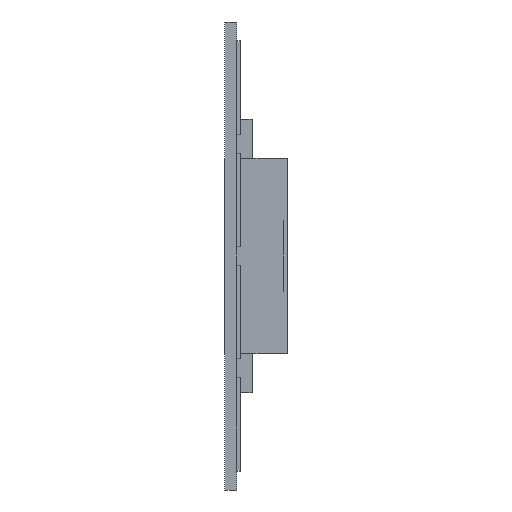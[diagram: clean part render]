
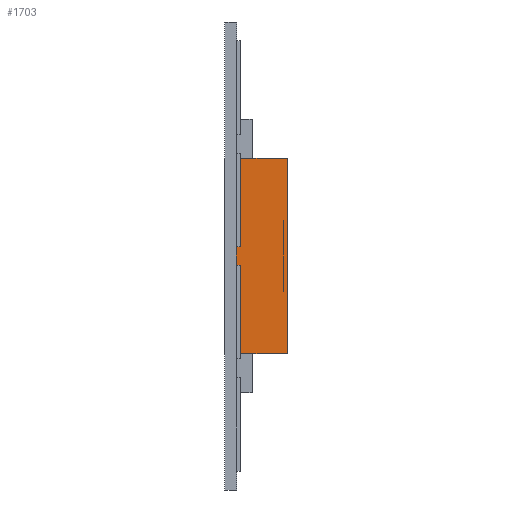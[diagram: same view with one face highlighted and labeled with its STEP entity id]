
A CAD part, left-side view. The second image highlights one B-rep face of the part: STEP entity #1703.
In plain terms, the highlighted planar face has unit normal (-1, 0, 0).
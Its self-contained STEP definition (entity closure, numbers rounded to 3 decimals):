
#183=FACE_OUTER_BOUND('',#292,.T.);
#292=EDGE_LOOP('',(#1340,#1341,#1342,#1343));
#439=LINE('',#2656,#638);
#447=LINE('',#2671,#646);
#448=LINE('',#2673,#647);
#449=LINE('',#2674,#648);
#638=VECTOR('',#2172,10.);
#646=VECTOR('',#2184,10.);
#647=VECTOR('',#2187,10.);
#648=VECTOR('',#2188,10.);
#818=VERTEX_POINT('',#2653);
#819=VERTEX_POINT('',#2655);
#823=VERTEX_POINT('',#2667);
#824=VERTEX_POINT('',#2669);
#1001=EDGE_CURVE('',#818,#819,#439,.T.);
#1009=EDGE_CURVE('',#823,#824,#447,.T.);
#1010=EDGE_CURVE('',#818,#823,#448,.T.);
#1011=EDGE_CURVE('',#819,#824,#449,.T.);
#1340=ORIENTED_EDGE('',*,*,#1010,.T.);
#1341=ORIENTED_EDGE('',*,*,#1009,.T.);
#1342=ORIENTED_EDGE('',*,*,#1011,.F.);
#1343=ORIENTED_EDGE('',*,*,#1001,.F.);
#1595=PLANE('',#1862);
#1703=ADVANCED_FACE('',(#183),#1595,.T.);
#1862=AXIS2_PLACEMENT_3D('',#2672,#2185,#2186);
#2172=DIRECTION('',(0.,-1.,0.));
#2184=DIRECTION('',(0.,-1.,0.));
#2185=DIRECTION('center_axis',(-1.,0.,0.));
#2186=DIRECTION('ref_axis',(0.,0.,-1.));
#2187=DIRECTION('',(0.,0.,-1.));
#2188=DIRECTION('',(0.,0.,-1.));
#2653=CARTESIAN_POINT('',(-2.5,0.3,2.5));
#2655=CARTESIAN_POINT('',(-2.5,-1.3,2.5));
#2656=CARTESIAN_POINT('',(-2.5,0.3,2.5));
#2667=CARTESIAN_POINT('',(-2.5,0.3,-2.5));
#2669=CARTESIAN_POINT('',(-2.5,-1.3,-2.5));
#2671=CARTESIAN_POINT('',(-2.5,0.3,-2.5));
#2672=CARTESIAN_POINT('Origin',(-2.5,0.3,2.5));
#2673=CARTESIAN_POINT('',(-2.5,0.3,-1.25));
#2674=CARTESIAN_POINT('',(-2.5,-1.3,-1.25));
